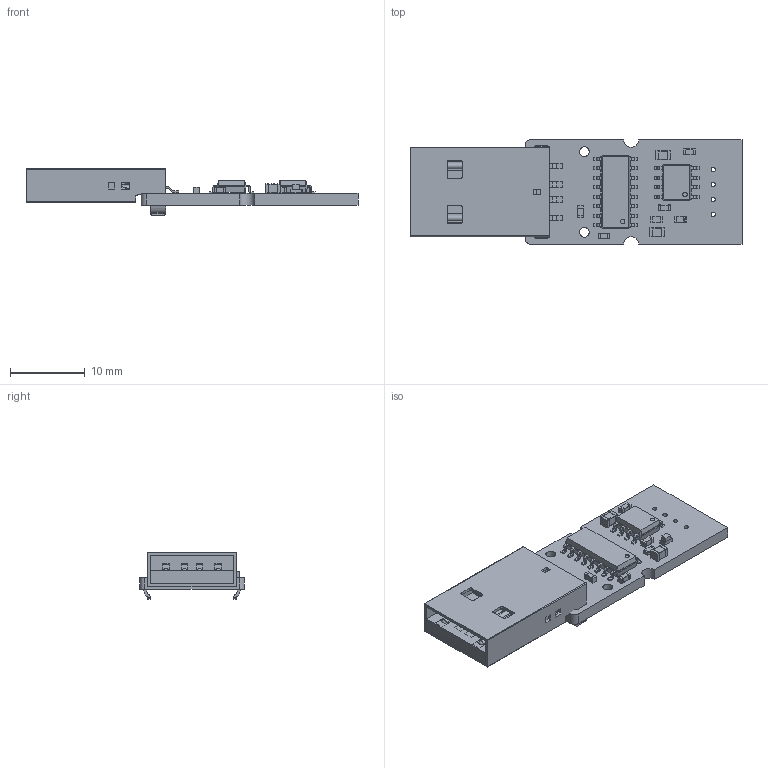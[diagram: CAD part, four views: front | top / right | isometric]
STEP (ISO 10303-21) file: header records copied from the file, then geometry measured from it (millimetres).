
FILE_DESCRIPTION(('KiCad electronic assembly'),'2;1');
FILE_NAME('UART_HID.step','2020-06-25T22:08:20',('An Author'),( 'A Company'),'Open CASCADE STEP processor 6.9', 'KiCad to STEP converter','Unknown');
FILE_SCHEMA(('AUTOMOTIVE_DESIGN { 1 0 10303 214 1 1 1 1 }'));
Length unit declared in the file: millimetre
Products named in the file (16): Open CASCADE STEP translator 6.9 1; USB_Series_A_Plug_V2; COMPOUND; SOIC-16_3.9x9.9mm_P1.27mm; SOLID; SOIC-8_3.9x4.9mm_P1.27mm; C_0603_1608Metric; C_0805_2012Metric; LED_0603_1608Metric; R_0603_1608Metric
Assembly tree (19 placements, depth 3):
  Open CASCADE STEP translator 6.9 1
    USB_Series_A_Plug_V2
      COMPOUND
    SOIC-16_3.9x9.9mm_P1.27mm
      SOLID
    SOIC-8_3.9x4.9mm_P1.27mm
      SOLID
    C_0603_1608Metric  x4
      SOLID
    C_0805_2012Metric  x2
      SOLID
    LED_0603_1608Metric
      SOLID
    R_0603_1608Metric
      SOLID
    COMPOUND
Bounding box: 44.5 x 14 x 6.2 mm (x, y, z)
Volume: 1451.2 mm3; surface area: 3457 mm2
Topology: 17 solids, 17 shells, 964 faces, 2554 edges, 1630 vertices
Faces by surface type: plane 627, cylinder 251, bspline 84, torus 2
Full cylindrical faces by diameter (mm): 0.3 x2, 0.6 x6, 1 x4, 1.3 x2
Entity records: 61909 total; most frequent: CARTESIAN_POINT 12584, DIRECTION 8263, LINE 5654, VECTOR 5654, ORIENTED_EDGE 4532, PCURVE 4532, DEFINITIONAL_REPRESENTATION 4532, EDGE_CURVE 2266
